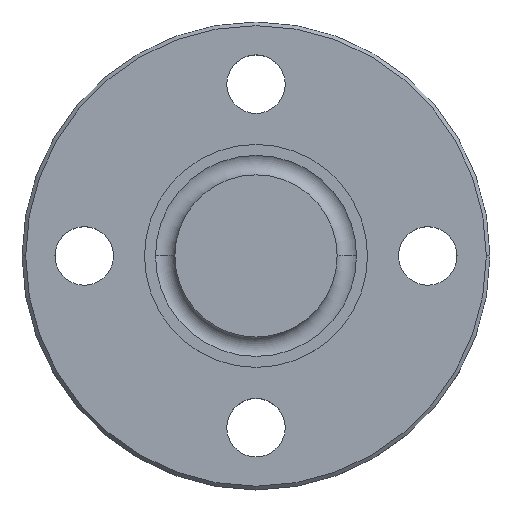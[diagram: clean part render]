
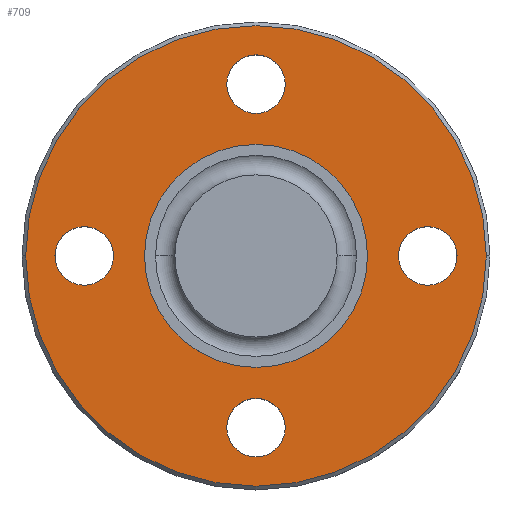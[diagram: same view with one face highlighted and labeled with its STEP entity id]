
A CAD part, top view. The second image highlights one B-rep face of the part: STEP entity #709.
In plain terms, the highlighted planar face has unit normal (0, 0, 1).
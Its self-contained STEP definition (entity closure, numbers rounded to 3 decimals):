
#4 = CARTESIAN_POINT ( 'NONE',  ( 0., 0., 10. ) ) ;
#6 = AXIS2_PLACEMENT_3D ( 'NONE', #129, #458, #583 ) ;
#10 = CARTESIAN_POINT ( 'NONE',  ( 23.5, 0., 10. ) ) ;
#13 = CIRCLE ( 'NONE', #454, 4. ) ;
#14 = FACE_BOUND ( 'NONE', #252, .T. ) ;
#16 = ORIENTED_EDGE ( 'NONE', *, *, #518, .F. ) ;
#18 = FACE_BOUND ( 'NONE', #442, .T. ) ;
#21 = CIRCLE ( 'NONE', #507, 4. ) ;
#24 = EDGE_CURVE ( 'NONE', #588, #130, #118, .T. ) ;
#31 = VERTEX_POINT ( 'NONE', #403 ) ;
#52 = CARTESIAN_POINT ( 'NONE',  ( 31.5, 0., 10. ) ) ;
#54 = DIRECTION ( 'NONE',  ( 0., 0., 1. ) ) ;
#74 = EDGE_CURVE ( 'NONE', #624, #348, #668, .T. ) ;
#75 = FACE_BOUND ( 'NONE', #244, .T. ) ;
#78 = CIRCLE ( 'NONE', #172, 4. ) ;
#79 = DIRECTION ( 'NONE',  ( 1., 0., 0. ) ) ;
#100 = VERTEX_POINT ( 'NONE', #422 ) ;
#102 = CARTESIAN_POINT ( 'NONE',  ( -23.5, 0., 10. ) ) ;
#110 = EDGE_LOOP ( 'NONE', ( #641, #495 ) ) ;
#118 = CIRCLE ( 'NONE', #377, 15.25 ) ;
#124 = DIRECTION ( 'NONE',  ( 0., 0., 1. ) ) ;
#129 = CARTESIAN_POINT ( 'NONE',  ( 0., 31.5, 10. ) ) ;
#130 = VERTEX_POINT ( 'NONE', #212 ) ;
#131 = DIRECTION ( 'NONE',  ( 0., -1., 0. ) ) ;
#157 = DIRECTION ( 'NONE',  ( 0., 0., 1. ) ) ;
#162 = EDGE_CURVE ( 'NONE', #100, #529, #610, .T. ) ;
#166 = CARTESIAN_POINT ( 'NONE',  ( 0., -23.5, 10. ) ) ;
#171 = AXIS2_PLACEMENT_3D ( 'NONE', #523, #157, #301 ) ;
#172 = AXIS2_PLACEMENT_3D ( 'NONE', #560, #54, #449 ) ;
#176 = EDGE_CURVE ( 'NONE', #348, #624, #415, .T. ) ;
#201 = AXIS2_PLACEMENT_3D ( 'NONE', #166, #517, #394 ) ;
#202 = DIRECTION ( 'NONE',  ( 0., 1., 0. ) ) ;
#212 = CARTESIAN_POINT ( 'NONE',  ( 15.25, 0., 10. ) ) ;
#213 = DIRECTION ( 'NONE',  ( 0., 0., 1. ) ) ;
#222 = EDGE_CURVE ( 'NONE', #483, #700, #13, .T. ) ;
#244 = EDGE_LOOP ( 'NONE', ( #332, #471 ) ) ;
#246 = EDGE_CURVE ( 'NONE', #31, #482, #639, .T. ) ;
#252 = EDGE_LOOP ( 'NONE', ( #365, #472 ) ) ;
#264 = DIRECTION ( 'NONE',  ( 0., 0., 1. ) ) ;
#266 = EDGE_CURVE ( 'NONE', #700, #483, #21, .T. ) ;
#291 = AXIS2_PLACEMENT_3D ( 'NONE', #102, #311, #202 ) ;
#292 = ORIENTED_EDGE ( 'NONE', *, *, #266, .F. ) ;
#301 = DIRECTION ( 'NONE',  ( 1., 0., 0. ) ) ;
#311 = DIRECTION ( 'NONE',  ( 0., 0., 1. ) ) ;
#322 = ORIENTED_EDGE ( 'NONE', *, *, #466, .F. ) ;
#323 = CARTESIAN_POINT ( 'NONE',  ( 4., -23.5, 10. ) ) ;
#328 = CIRCLE ( 'NONE', #537, 4. ) ;
#332 = ORIENTED_EDGE ( 'NONE', *, *, #573, .F. ) ;
#345 = CARTESIAN_POINT ( 'NONE',  ( 0., 23.5, 10. ) ) ;
#347 = FACE_BOUND ( 'NONE', #110, .T. ) ;
#348 = VERTEX_POINT ( 'NONE', #52 ) ;
#355 = CARTESIAN_POINT ( 'NONE',  ( 4., 23.5, 10. ) ) ;
#365 = ORIENTED_EDGE ( 'NONE', *, *, #680, .F. ) ;
#373 = DIRECTION ( 'NONE',  ( 0., 0., 1. ) ) ;
#377 = AXIS2_PLACEMENT_3D ( 'NONE', #413, #648, #79 ) ;
#394 = DIRECTION ( 'NONE',  ( -1., 0., 0. ) ) ;
#402 = CARTESIAN_POINT ( 'NONE',  ( 0., 23.5, 10. ) ) ;
#403 = CARTESIAN_POINT ( 'NONE',  ( 23.5, -4., 10. ) ) ;
#407 = EDGE_CURVE ( 'NONE', #482, #31, #328, .T. ) ;
#413 = CARTESIAN_POINT ( 'NONE',  ( 0., 0., 10. ) ) ;
#415 = CIRCLE ( 'NONE', #638, 31.5 ) ;
#419 = DIRECTION ( 'NONE',  ( 0., -1., 0. ) ) ;
#422 = CARTESIAN_POINT ( 'NONE',  ( -23.5, -4., 10. ) ) ;
#423 = CARTESIAN_POINT ( 'NONE',  ( 23.5, 0., 10. ) ) ;
#430 = CIRCLE ( 'NONE', #291, 4. ) ;
#438 = CARTESIAN_POINT ( 'NONE',  ( 23.5, 4., 10. ) ) ;
#442 = EDGE_LOOP ( 'NONE', ( #292, #673 ) ) ;
#447 = DIRECTION ( 'NONE',  ( 1., 0., 0. ) ) ;
#449 = DIRECTION ( 'NONE',  ( -1., 0., 0. ) ) ;
#454 = AXIS2_PLACEMENT_3D ( 'NONE', #402, #642, #632 ) ;
#458 = DIRECTION ( 'NONE',  ( 0., 0., -1. ) ) ;
#466 = EDGE_CURVE ( 'NONE', #705, #511, #653, .T. ) ;
#468 = CARTESIAN_POINT ( 'NONE',  ( -23.5, 4., 10. ) ) ;
#471 = ORIENTED_EDGE ( 'NONE', *, *, #162, .F. ) ;
#472 = ORIENTED_EDGE ( 'NONE', *, *, #24, .F. ) ;
#482 = VERTEX_POINT ( 'NONE', #438 ) ;
#483 = VERTEX_POINT ( 'NONE', #616 ) ;
#491 = AXIS2_PLACEMENT_3D ( 'NONE', #674, #619, #727 ) ;
#493 = CARTESIAN_POINT ( 'NONE',  ( -15.25, 0., 10. ) ) ;
#495 = ORIENTED_EDGE ( 'NONE', *, *, #407, .F. ) ;
#505 = DIRECTION ( 'NONE',  ( 0., 1., 0. ) ) ;
#507 = AXIS2_PLACEMENT_3D ( 'NONE', #345, #213, #689 ) ;
#511 = VERTEX_POINT ( 'NONE', #323 ) ;
#516 = CARTESIAN_POINT ( 'NONE',  ( -4., -23.5, 10. ) ) ;
#517 = DIRECTION ( 'NONE',  ( 0., 0., 1. ) ) ;
#518 = EDGE_CURVE ( 'NONE', #511, #705, #78, .T. ) ;
#523 = CARTESIAN_POINT ( 'NONE',  ( 0., 0., 10. ) ) ;
#524 = PLANE ( 'NONE',  #6 ) ;
#529 = VERTEX_POINT ( 'NONE', #468 ) ;
#531 = FACE_OUTER_BOUND ( 'NONE', #581, .T. ) ;
#536 = ORIENTED_EDGE ( 'NONE', *, *, #74, .T. ) ;
#537 = AXIS2_PLACEMENT_3D ( 'NONE', #423, #623, #419 ) ;
#560 = CARTESIAN_POINT ( 'NONE',  ( 0., -23.5, 10. ) ) ;
#573 = EDGE_CURVE ( 'NONE', #529, #100, #430, .T. ) ;
#581 = EDGE_LOOP ( 'NONE', ( #536, #592 ) ) ;
#583 = DIRECTION ( 'NONE',  ( -1., 0., 0. ) ) ;
#588 = VERTEX_POINT ( 'NONE', #493 ) ;
#592 = ORIENTED_EDGE ( 'NONE', *, *, #176, .T. ) ;
#610 = CIRCLE ( 'NONE', #649, 4. ) ;
#611 = AXIS2_PLACEMENT_3D ( 'NONE', #10, #124, #131 ) ;
#615 = CARTESIAN_POINT ( 'NONE',  ( -31.5, 0., 10. ) ) ;
#616 = CARTESIAN_POINT ( 'NONE',  ( -4., 23.5, 10. ) ) ;
#619 = DIRECTION ( 'NONE',  ( 0., 0., 1. ) ) ;
#623 = DIRECTION ( 'NONE',  ( 0., 0., 1. ) ) ;
#624 = VERTEX_POINT ( 'NONE', #615 ) ;
#632 = DIRECTION ( 'NONE',  ( 1., 0., 0. ) ) ;
#638 = AXIS2_PLACEMENT_3D ( 'NONE', #4, #373, #447 ) ;
#639 = CIRCLE ( 'NONE', #611, 4. ) ;
#640 = FACE_BOUND ( 'NONE', #661, .T. ) ;
#641 = ORIENTED_EDGE ( 'NONE', *, *, #246, .F. ) ;
#642 = DIRECTION ( 'NONE',  ( 0., 0., 1. ) ) ;
#648 = DIRECTION ( 'NONE',  ( 0., 0., 1. ) ) ;
#649 = AXIS2_PLACEMENT_3D ( 'NONE', #691, #264, #505 ) ;
#653 = CIRCLE ( 'NONE', #201, 4. ) ;
#661 = EDGE_LOOP ( 'NONE', ( #322, #16 ) ) ;
#668 = CIRCLE ( 'NONE', #171, 31.5 ) ;
#672 = CIRCLE ( 'NONE', #491, 15.25 ) ;
#673 = ORIENTED_EDGE ( 'NONE', *, *, #222, .F. ) ;
#674 = CARTESIAN_POINT ( 'NONE',  ( 0., 0., 10. ) ) ;
#680 = EDGE_CURVE ( 'NONE', #130, #588, #672, .T. ) ;
#689 = DIRECTION ( 'NONE',  ( 1., 0., 0. ) ) ;
#691 = CARTESIAN_POINT ( 'NONE',  ( -23.5, 0., 10. ) ) ;
#700 = VERTEX_POINT ( 'NONE', #355 ) ;
#705 = VERTEX_POINT ( 'NONE', #516 ) ;
#709 = ADVANCED_FACE ( 'NONE', ( #75, #640, #347, #18, #14, #531 ), #524, .F. ) ;
#727 = DIRECTION ( 'NONE',  ( 1., 0., 0. ) ) ;
